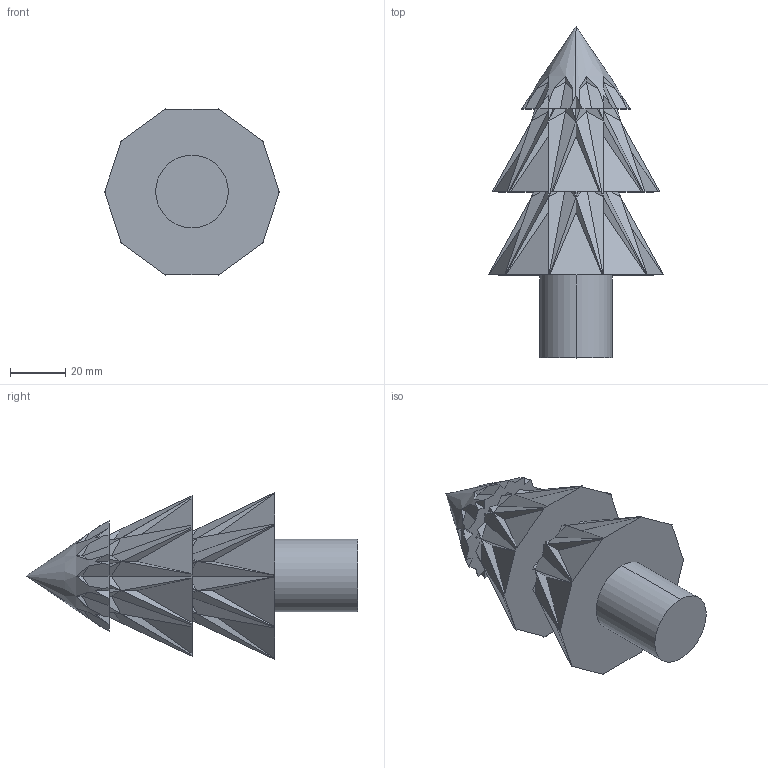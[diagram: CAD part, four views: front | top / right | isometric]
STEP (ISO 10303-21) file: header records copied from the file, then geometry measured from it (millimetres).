
FILE_DESCRIPTION (( 'STEP AP214' ), '1' );
FILE_NAME ('sapin de noel.STEP', '2024-11-26T15:32:46', ( '' ), ( '' ), 'SwSTEP 2.0', 'SolidWorks 2023', '' );
FILE_SCHEMA (( 'AUTOMOTIVE_DESIGN' ));
Length unit declared in the file: millimetre
Products named in the file (1): sapin de noel
Bounding box: 63.24 x 120 x 60.3 mm (x, y, z)
Volume: 121256.7 mm3; surface area: 21062.4 mm2
Topology: 1 solids, 1 shells, 258 faces, 640 edges, 385 vertices
Faces by surface type: plane 254, cylinder 2, cone 2
Entity records: 7421 total; most frequent: CARTESIAN_POINT 1442, ORIENTED_EDGE 1276, DIRECTION 1120, EDGE_CURVE 638, VECTOR 594, LINE 594, VERTEX_POINT 385, AXIS2_PLACEMENT_3D 263
